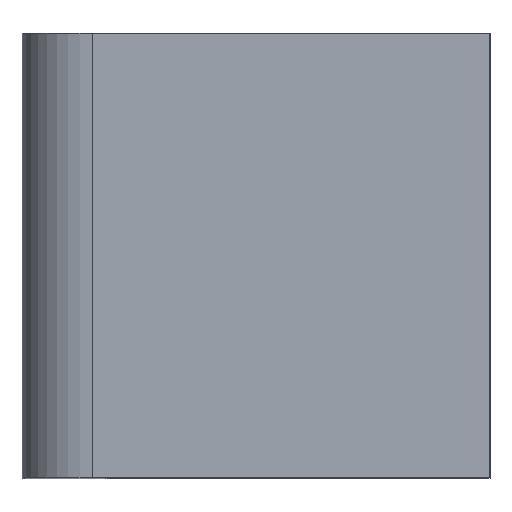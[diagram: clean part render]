
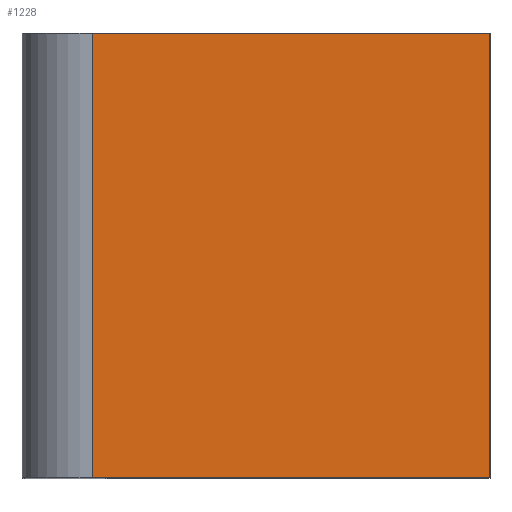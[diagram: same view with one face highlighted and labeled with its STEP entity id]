
A CAD part, top view. The second image highlights one B-rep face of the part: STEP entity #1228.
In plain terms, the highlighted face is planar.
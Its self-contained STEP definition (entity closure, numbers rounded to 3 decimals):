
#51 = CARTESIAN_POINT ( 'NONE',  ( 95., 0., 200. ) ) ;
#53 = EDGE_CURVE ( 'NONE', #194, #1067, #262, .T. ) ;
#99 = LINE ( 'NONE', #949, #1332 ) ;
#109 = DIRECTION ( 'NONE',  ( 0., 0., 1. ) ) ;
#115 = EDGE_LOOP ( 'NONE', ( #1186, #704, #1115, #1014 ) ) ;
#172 = DIRECTION ( 'NONE',  ( -1., 0., 0. ) ) ;
#182 = CARTESIAN_POINT ( 'NONE',  ( -95., 0., 200. ) ) ;
#194 = VERTEX_POINT ( 'NONE', #993 ) ;
#262 = LINE ( 'NONE', #1316, #1072 ) ;
#309 = FACE_OUTER_BOUND ( 'NONE', #115, .T. ) ;
#330 = EDGE_CURVE ( 'NONE', #1067, #580, #766, .T. ) ;
#378 = CARTESIAN_POINT ( 'NONE',  ( 95., 0., 30. ) ) ;
#442 = EDGE_CURVE ( 'NONE', #580, #836, #745, .T. ) ;
#445 = VECTOR ( 'NONE', #737, 1000. ) ;
#500 = CARTESIAN_POINT ( 'NONE',  ( 95., 0., 30. ) ) ;
#521 = PLANE ( 'NONE',  #653 ) ;
#527 = CARTESIAN_POINT ( 'NONE',  ( 95., 0., 30. ) ) ;
#580 = VERTEX_POINT ( 'NONE', #1156 ) ;
#647 = DIRECTION ( 'NONE',  ( 0., 0., -1. ) ) ;
#653 = AXIS2_PLACEMENT_3D ( 'NONE', #527, #1360, #647 ) ;
#704 = ORIENTED_EDGE ( 'NONE', *, *, #442, .T. ) ;
#737 = DIRECTION ( 'NONE',  ( 0., 0., 1. ) ) ;
#745 = LINE ( 'NONE', #51, #1334 ) ;
#766 = LINE ( 'NONE', #378, #445 ) ;
#836 = VERTEX_POINT ( 'NONE', #182 ) ;
#891 = EDGE_CURVE ( 'NONE', #194, #836, #99, .T. ) ;
#949 = CARTESIAN_POINT ( 'NONE',  ( -95., 0., 30. ) ) ;
#993 = CARTESIAN_POINT ( 'NONE',  ( -95., 0., 30. ) ) ;
#1014 = ORIENTED_EDGE ( 'NONE', *, *, #53, .T. ) ;
#1067 = VERTEX_POINT ( 'NONE', #500 ) ;
#1072 = VECTOR ( 'NONE', #1309, 1000. ) ;
#1115 = ORIENTED_EDGE ( 'NONE', *, *, #891, .F. ) ;
#1156 = CARTESIAN_POINT ( 'NONE',  ( 95., 0., 200. ) ) ;
#1186 = ORIENTED_EDGE ( 'NONE', *, *, #330, .T. ) ;
#1228 = ADVANCED_FACE ( 'NONE', ( #309 ), #521, .T. ) ;
#1309 = DIRECTION ( 'NONE',  ( 1., 0., 0. ) ) ;
#1316 = CARTESIAN_POINT ( 'NONE',  ( 95., 0., 30. ) ) ;
#1332 = VECTOR ( 'NONE', #109, 1000. ) ;
#1334 = VECTOR ( 'NONE', #172, 1000. ) ;
#1360 = DIRECTION ( 'NONE',  ( 0., -1., 0. ) ) ;
